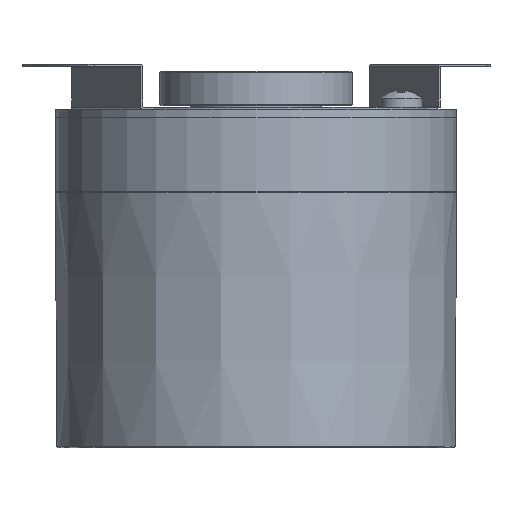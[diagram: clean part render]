
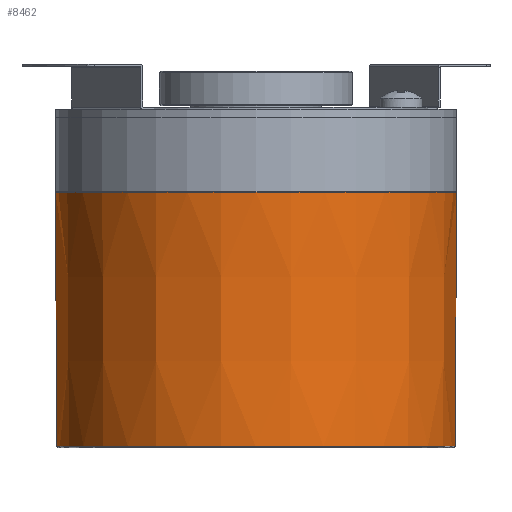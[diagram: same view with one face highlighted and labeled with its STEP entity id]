
A CAD part, front view. The second image highlights one B-rep face of the part: STEP entity #8462.
In plain terms, the highlighted conical face has half-angle 0.35 degrees and reference radius 29.064 mm.
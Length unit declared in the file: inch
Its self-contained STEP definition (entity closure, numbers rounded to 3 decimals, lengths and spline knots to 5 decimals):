
#2641 = CARTESIAN_POINT ( 'NONE',  ( -1.13541, 0., -1.92131 ) ) ;
#3111 = DIRECTION ( 'NONE',  ( 0., 0., 1. ) ) ;
#5188 = VERTEX_POINT ( 'NONE', #51519 ) ;
#7677 = LINE ( 'NONE', #53859, #21965 ) ;
#8243 = AXIS2_PLACEMENT_3D ( 'NONE', #31138, #11971, #49364 ) ;
#8462 = ADVANCED_FACE ( 'NONE', ( #11680 ), #11142, .T. ) ;
#10294 = EDGE_CURVE ( 'NONE', #22626, #38672, #49352, .T. ) ;
#11142 = CONICAL_SURFACE ( 'NONE', #8243, 1.14426, 0.006 ) ;
#11336 = DIRECTION ( 'NONE',  ( -0.006, 0., 1. ) ) ;
#11680 = FACE_OUTER_BOUND ( 'NONE', #29413, .T. ) ;
#11971 = DIRECTION ( 'NONE',  ( 0., 0., 1. ) ) ;
#13568 = CIRCLE ( 'NONE', #17480, 1.13541 ) ;
#15967 = ORIENTED_EDGE ( 'NONE', *, *, #46122, .T. ) ;
#16667 = CARTESIAN_POINT ( 'NONE',  ( 1.14426, 0., -0.47245 ) ) ;
#17392 = CIRCLE ( 'NONE', #36318, 1.13541 ) ;
#17480 = AXIS2_PLACEMENT_3D ( 'NONE', #26215, #3111, #35644 ) ;
#17938 = DIRECTION ( 'NONE',  ( 1., 0., 0. ) ) ;
#18233 = DIRECTION ( 'NONE',  ( 0., 0., 1. ) ) ;
#18527 = CARTESIAN_POINT ( 'NONE',  ( 0., 0., -1.92131 ) ) ;
#18816 = EDGE_CURVE ( 'NONE', #42194, #22626, #54030, .T. ) ;
#19204 = VERTEX_POINT ( 'NONE', #2641 ) ;
#20899 = DIRECTION ( 'NONE',  ( 0.006, 0., 1. ) ) ;
#21965 = VECTOR ( 'NONE', #11336, 39.37008 ) ;
#22182 = AXIS2_PLACEMENT_3D ( 'NONE', #55163, #23257, #54565 ) ;
#22626 = VERTEX_POINT ( 'NONE', #22799 ) ;
#22799 = CARTESIAN_POINT ( 'NONE',  ( 1.14427, 0., -0.47144 ) ) ;
#23257 = DIRECTION ( 'NONE',  ( 0., 0., -1. ) ) ;
#26215 = CARTESIAN_POINT ( 'NONE',  ( 0., 0., -1.92131 ) ) ;
#26854 = ORIENTED_EDGE ( 'NONE', *, *, #31109, .F. ) ;
#28650 = ORIENTED_EDGE ( 'NONE', *, *, #10294, .T. ) ;
#29413 = EDGE_LOOP ( 'NONE', ( #26854, #15967, #38686, #35638, #28650 ) ) ;
#31109 = EDGE_CURVE ( 'NONE', #19204, #38672, #7677, .T. ) ;
#31138 = CARTESIAN_POINT ( 'NONE',  ( 0., 0., -0.47245 ) ) ;
#35638 = ORIENTED_EDGE ( 'NONE', *, *, #18816, .T. ) ;
#35644 = DIRECTION ( 'NONE',  ( 1., 0., 0. ) ) ;
#36318 = AXIS2_PLACEMENT_3D ( 'NONE', #18527, #18233, #17938 ) ;
#38672 = VERTEX_POINT ( 'NONE', #42907 ) ;
#38686 = ORIENTED_EDGE ( 'NONE', *, *, #55372, .T. ) ;
#42194 = VERTEX_POINT ( 'NONE', #43446 ) ;
#42907 = CARTESIAN_POINT ( 'NONE',  ( -1.14427, 0., -0.47144 ) ) ;
#43446 = CARTESIAN_POINT ( 'NONE',  ( 1.13541, 0., -1.92131 ) ) ;
#44558 = VECTOR ( 'NONE', #20899, 39.37008 ) ;
#46122 = EDGE_CURVE ( 'NONE', #19204, #5188, #13568, .T. ) ;
#49352 = CIRCLE ( 'NONE', #22182, 1.14427 ) ;
#49364 = DIRECTION ( 'NONE',  ( 1., 0., 0. ) ) ;
#51519 = CARTESIAN_POINT ( 'NONE',  ( 1.1354, -0.00632, -1.92131 ) ) ;
#53859 = CARTESIAN_POINT ( 'NONE',  ( -1.14426, 0., -0.47245 ) ) ;
#54030 = LINE ( 'NONE', #16667, #44558 ) ;
#54565 = DIRECTION ( 'NONE',  ( 1., 0., 0. ) ) ;
#55163 = CARTESIAN_POINT ( 'NONE',  ( 0., 0., -0.47144 ) ) ;
#55372 = EDGE_CURVE ( 'NONE', #5188, #42194, #17392, .T. ) ;
